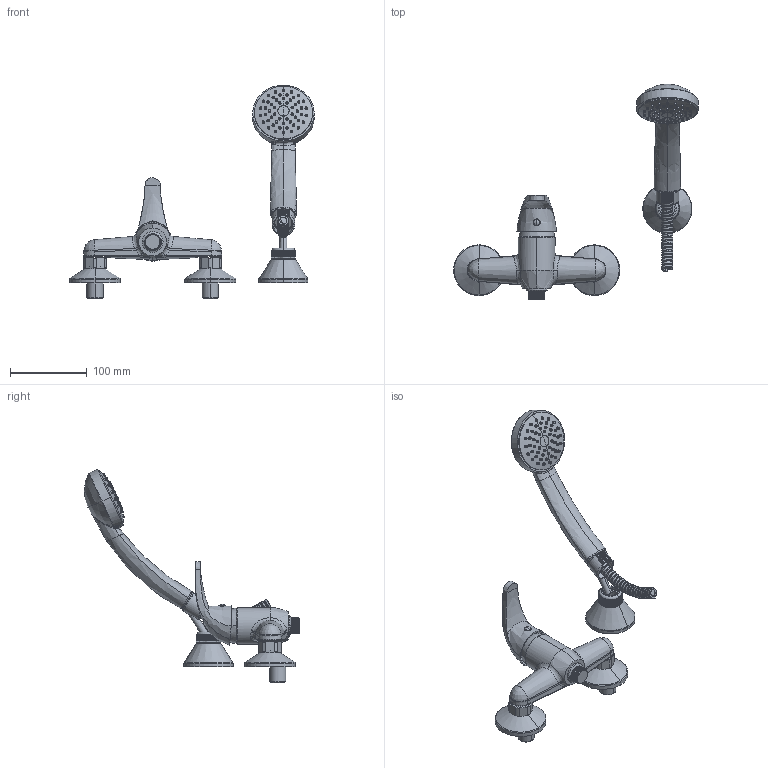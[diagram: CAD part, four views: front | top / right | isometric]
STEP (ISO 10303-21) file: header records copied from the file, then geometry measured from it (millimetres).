
FILE_DESCRIPTION((''),'2;1');
FILE_NAME('PE168DCR_SW0001','2024-09-23T15:27:02',('alberto.gaboardi'),('PAFFONI SpA'),'CREO PARAMETRIC BY PTC INC, 2022124','CREO PARAMETRIC BY PTC INC, 2022124','');
FILE_SCHEMA(('CONFIG_CONTROL_DESIGN','SHAPE_APPEARANCE_LAYERS_GROUPS'));
Length unit declared in the file: millimetre
Products named in the file (1): PE168DCR_SW0001
Bounding box: 318.24 x 279.99 x 277.8 mm (x, y, z)
Volume: 485128.6 mm3; surface area: 174514.6 mm2
Topology: 6 solids, 7 shells, 1619 faces, 4223 edges, 2669 vertices
Faces by surface type: cylinder 603, plane 491, cone 189, bspline 171, torus 156, sphere 9
Entity records: 104440 total; most frequent: CARTESIAN_POINT 53786, DIRECTION 8476, ORIENTED_EDGE 8392, EDGE_CURVE 4196, AXIS2_PLACEMENT_3D 3575, VERTEX_POINT 2669, CIRCLE 2126, EDGE_LOOP 1725
